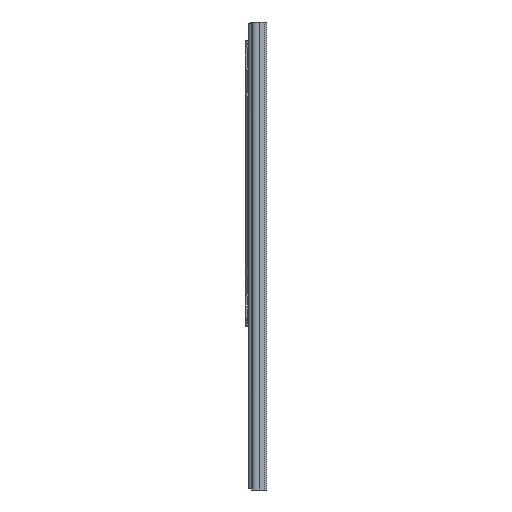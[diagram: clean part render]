
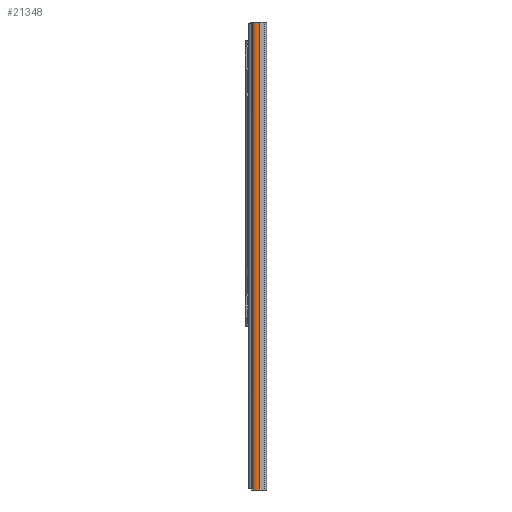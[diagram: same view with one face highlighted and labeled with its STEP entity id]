
A CAD part, front view. The second image highlights one B-rep face of the part: STEP entity #21348.
In plain terms, the highlighted cylindrical face has radius 5 mm (diameter 10 mm), a partial arc.
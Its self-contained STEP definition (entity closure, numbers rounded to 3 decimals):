
#1900 = DIRECTION ( 'NONE',  ( 0., 0., -1. ) ) ;
#4738 = ORIENTED_EDGE ( 'NONE', *, *, #9103, .T. ) ;
#5854 = ORIENTED_EDGE ( 'NONE', *, *, #8043, .F. ) ;
#5871 = CARTESIAN_POINT ( 'NONE',  ( 14.93, 26.214, -500. ) ) ;
#8043 = EDGE_CURVE ( 'NONE', #25708, #9689, #17925, .T. ) ;
#8661 = CARTESIAN_POINT ( 'NONE',  ( 7.754, 26.716, -500. ) ) ;
#8677 = EDGE_CURVE ( 'NONE', #16653, #25708, #27661, .T. ) ;
#9103 = EDGE_CURVE ( 'NONE', #16653, #21888, #25398, .T. ) ;
#9126 = AXIS2_PLACEMENT_3D ( 'NONE', #9673, #20990, #27488 ) ;
#9673 = CARTESIAN_POINT ( 'NONE',  ( 11.1, 23., -500. ) ) ;
#9689 = VERTEX_POINT ( 'NONE', #10253 ) ;
#10253 = CARTESIAN_POINT ( 'NONE',  ( 14.93, 26.214, 0. ) ) ;
#10395 = CARTESIAN_POINT ( 'NONE',  ( 11.1, 23., -500. ) ) ;
#11461 = CIRCLE ( 'NONE', #11902, 5. ) ;
#11566 = ORIENTED_EDGE ( 'NONE', *, *, #12685, .T. ) ;
#11902 = AXIS2_PLACEMENT_3D ( 'NONE', #25628, #1900, #27460 ) ;
#12337 = CARTESIAN_POINT ( 'NONE',  ( 7.754, 26.716, -500. ) ) ;
#12685 = EDGE_CURVE ( 'NONE', #21888, #9689, #11461, .T. ) ;
#15032 = DIRECTION ( 'NONE',  ( 0., 0., -1. ) ) ;
#15798 = CARTESIAN_POINT ( 'NONE',  ( 14.93, 26.214, -500. ) ) ;
#16653 = VERTEX_POINT ( 'NONE', #12337 ) ;
#16709 = CYLINDRICAL_SURFACE ( 'NONE', #9126, 5. ) ;
#17290 = DIRECTION ( 'NONE',  ( 1., 0., 0. ) ) ;
#17925 = LINE ( 'NONE', #15798, #23095 ) ;
#18603 = VECTOR ( 'NONE', #25657, 1000. ) ;
#20870 = AXIS2_PLACEMENT_3D ( 'NONE', #10395, #15032, #17290 ) ;
#20990 = DIRECTION ( 'NONE',  ( 0., 0., 1. ) ) ;
#21348 = ADVANCED_FACE ( 'NONE', ( #23111 ), #16709, .T. ) ;
#21888 = VERTEX_POINT ( 'NONE', #23890 ) ;
#23095 = VECTOR ( 'NONE', #24489, 1000. ) ;
#23111 = FACE_OUTER_BOUND ( 'NONE', #26621, .T. ) ;
#23890 = CARTESIAN_POINT ( 'NONE',  ( 7.754, 26.716, 0. ) ) ;
#24392 = ORIENTED_EDGE ( 'NONE', *, *, #8677, .F. ) ;
#24489 = DIRECTION ( 'NONE',  ( 0., 0., 1. ) ) ;
#25398 = LINE ( 'NONE', #8661, #18603 ) ;
#25628 = CARTESIAN_POINT ( 'NONE',  ( 11.1, 23., 0. ) ) ;
#25657 = DIRECTION ( 'NONE',  ( 0., 0., 1. ) ) ;
#25708 = VERTEX_POINT ( 'NONE', #5871 ) ;
#26621 = EDGE_LOOP ( 'NONE', ( #11566, #5854, #24392, #4738 ) ) ;
#27460 = DIRECTION ( 'NONE',  ( 1., 0., 0. ) ) ;
#27488 = DIRECTION ( 'NONE',  ( 1., 0., 0. ) ) ;
#27661 = CIRCLE ( 'NONE', #20870, 5. ) ;
